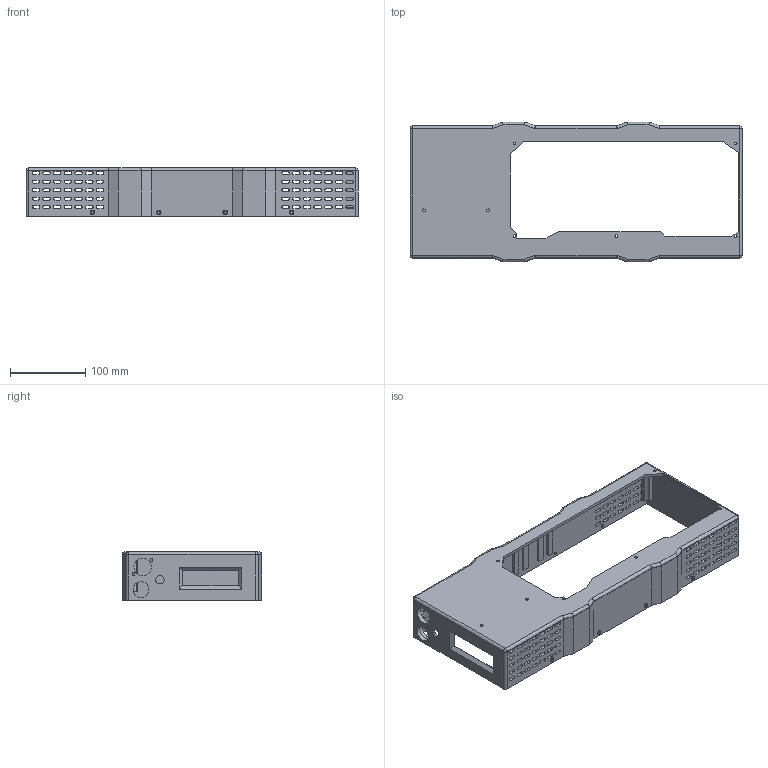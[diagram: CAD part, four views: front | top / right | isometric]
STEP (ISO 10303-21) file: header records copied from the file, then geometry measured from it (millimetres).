
FILE_DESCRIPTION(('FreeCAD Model'),'2;1');
FILE_NAME('Open CASCADE Shape Model','2024-11-25T15:49:56',( 'kicad StepUp'),('ksu MCAD'),'Open CASCADE STEP processor 7.6', 'FreeCAD','Unknown');
FILE_SCHEMA(('AUTOMOTIVE_DESIGN { 1 0 10303 214 1 1 1 1 }'));
Length unit declared in the file: millimetre
Products named in the file (1): Pad009
Bounding box: 440 x 185.01 x 64 mm (x, y, z)
Volume: 552637.3 mm3; surface area: 241877.7 mm2
Topology: 1 solids, 1 shells, 756 faces, 2172 edges, 1422 vertices
Faces by surface type: plane 411, cylinder 341, sphere 4
Full cylindrical faces by diameter (mm): 3.3 x8, 3.5 x2, 3.8 x5, 4 x2, 6.1 x8, 11.2 x1, 16 x1, 21 x2, 23 x1, 26.3 x1
Entity records: 25420 total; most frequent: DIRECTION 4356, CARTESIAN_POINT 4347, ORIENTED_EDGE 4336, EDGE_CURVE 2168, LINE 1494, VECTOR 1494, AXIS2_PLACEMENT_3D 1431, VERTEX_POINT 1422
